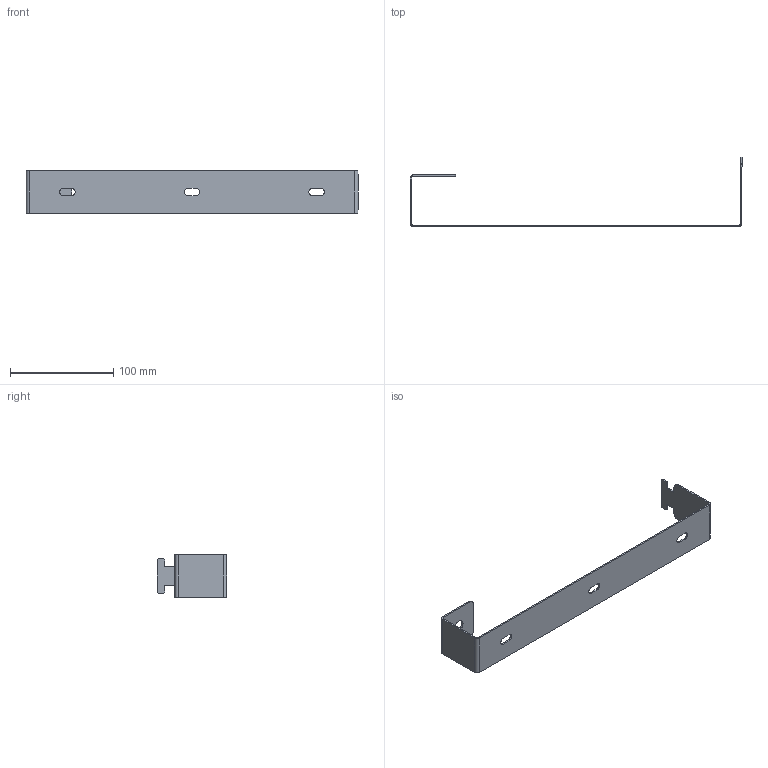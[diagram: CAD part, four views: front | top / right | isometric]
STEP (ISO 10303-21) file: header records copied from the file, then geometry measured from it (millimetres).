
FILE_DESCRIPTION (( 'STEP AP203' ), '1' );
FILE_NAME ('CLM50D-DOP-300 Äåðæàòåëü îãíåñò. ïåðåãîðîäîê ïîä STRUT-êîíñîëü 300ìì IEK.STEP', '2023-03-23T06:52:38', ( '' ), ( '' ), 'SwSTEP 2.0', 'SolidWorks 2022', '' );
FILE_SCHEMA (( 'CONFIG_CONTROL_DESIGN' ));
Length unit declared in the file: millimetre
Products named in the file (1): CLM50D-DOP-300 Держатель огнест. перегородок под STRUT-консоль 300мм IEK
Bounding box: 321 x 67 x 41 mm (x, y, z)
Volume: 28172.9 mm3; surface area: 39360 mm2
Topology: 1 solids, 1 shells, 60 faces, 150 edges, 92 vertices
Faces by surface type: plane 38, cylinder 22
Entity records: 1859 total; most frequent: DIRECTION 316, CARTESIAN_POINT 303, ORIENTED_EDGE 300, EDGE_CURVE 150, LINE 106, VECTOR 106, AXIS2_PLACEMENT_3D 105, VERTEX_POINT 92
